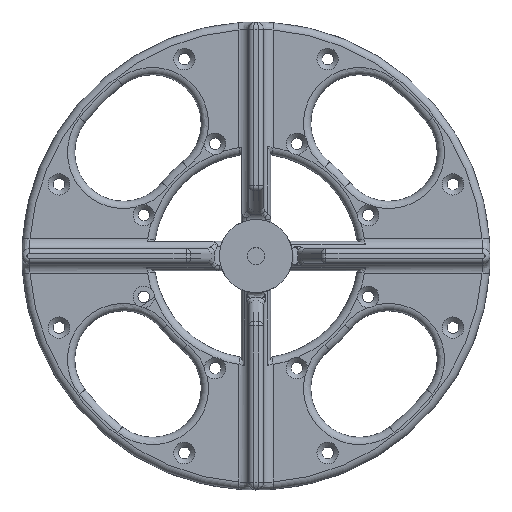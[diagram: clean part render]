
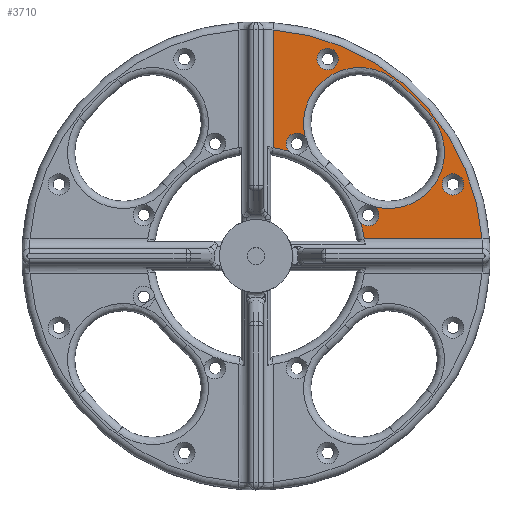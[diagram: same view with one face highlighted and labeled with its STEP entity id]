
A CAD part, top view. The second image highlights one B-rep face of the part: STEP entity #3710.
In plain terms, the highlighted planar face has unit normal (0, 0, 1).
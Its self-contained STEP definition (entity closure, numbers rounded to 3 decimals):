
#101=FACE_BOUND('',#1001,.T.);
#102=FACE_BOUND('',#1002,.T.);
#285=LINE('',#5994,#451);
#286=LINE('',#5998,#452);
#451=VECTOR('',#4741,10.);
#452=VECTOR('',#4744,10.);
#768=FACE_OUTER_BOUND('',#1000,.T.);
#1000=EDGE_LOOP('',(#2691,#2692,#2693,#2694,#2695,#2696,#2697,#2698,#2699,
#2700,#2701));
#1001=EDGE_LOOP('',(#2702));
#1002=EDGE_LOOP('',(#2703));
#1304=CIRCLE('',#4030,2.2);
#1308=CIRCLE('',#4036,2.2);
#1311=CIRCLE('',#4041,2.2);
#1313=CIRCLE('',#4043,2.2);
#1316=CIRCLE('',#4048,2.2);
#1319=CIRCLE('',#4053,11.5);
#1328=CIRCLE('',#4063,11.5);
#1329=CIRCLE('',#4065,22.5);
#1330=CIRCLE('',#4066,46.5);
#1331=CIRCLE('',#4067,22.5);
#1332=CIRCLE('',#4068,46.);
#1584=VERTEX_POINT('',#5878);
#1586=VERTEX_POINT('',#5888);
#1591=VERTEX_POINT('',#5917);
#1594=VERTEX_POINT('',#5927);
#1596=VERTEX_POINT('',#5939);
#1598=VERTEX_POINT('',#5944);
#1601=VERTEX_POINT('',#5961);
#1604=VERTEX_POINT('',#5971);
#1611=VERTEX_POINT('',#5987);
#1612=VERTEX_POINT('',#5991);
#1613=VERTEX_POINT('',#5993);
#1614=VERTEX_POINT('',#5995);
#1615=VERTEX_POINT('',#5997);
#1980=EDGE_CURVE('',#1586,#1584,#1304,.T.);
#1988=EDGE_CURVE('',#1591,#1591,#1308,.T.);
#1994=EDGE_CURVE('',#1596,#1594,#1311,.T.);
#1997=EDGE_CURVE('',#1598,#1596,#1313,.T.);
#2002=EDGE_CURVE('',#1601,#1601,#1316,.T.);
#2007=EDGE_CURVE('',#1586,#1604,#1319,.T.);
#2016=EDGE_CURVE('',#1611,#1594,#1328,.T.);
#2017=EDGE_CURVE('',#1612,#1584,#1329,.T.);
#2018=EDGE_CURVE('',#1613,#1612,#285,.T.);
#2019=EDGE_CURVE('',#1614,#1613,#1330,.T.);
#2020=EDGE_CURVE('',#1615,#1614,#286,.T.);
#2021=EDGE_CURVE('',#1598,#1615,#1331,.T.);
#2022=EDGE_CURVE('',#1604,#1611,#1332,.T.);
#2691=ORIENTED_EDGE('',*,*,#1980,.T.);
#2692=ORIENTED_EDGE('',*,*,#2017,.F.);
#2693=ORIENTED_EDGE('',*,*,#2018,.F.);
#2694=ORIENTED_EDGE('',*,*,#2019,.F.);
#2695=ORIENTED_EDGE('',*,*,#2020,.F.);
#2696=ORIENTED_EDGE('',*,*,#2021,.F.);
#2697=ORIENTED_EDGE('',*,*,#1997,.T.);
#2698=ORIENTED_EDGE('',*,*,#1994,.T.);
#2699=ORIENTED_EDGE('',*,*,#2016,.F.);
#2700=ORIENTED_EDGE('',*,*,#2022,.F.);
#2701=ORIENTED_EDGE('',*,*,#2007,.F.);
#2702=ORIENTED_EDGE('',*,*,#1988,.T.);
#2703=ORIENTED_EDGE('',*,*,#2002,.T.);
#3631=PLANE('',#4064);
#3710=ADVANCED_FACE('',(#768,#101,#102),#3631,.T.);
#4030=AXIS2_PLACEMENT_3D('',#5889,#4661,#4662);
#4036=AXIS2_PLACEMENT_3D('',#5918,#4675,#4676);
#4041=AXIS2_PLACEMENT_3D('',#5940,#4687,#4688);
#4043=AXIS2_PLACEMENT_3D('',#5945,#4692,#4693);
#4048=AXIS2_PLACEMENT_3D('',#5962,#4703,#4704);
#4053=AXIS2_PLACEMENT_3D('',#5972,#4715,#4716);
#4063=AXIS2_PLACEMENT_3D('',#5989,#4735,#4736);
#4064=AXIS2_PLACEMENT_3D('',#5990,#4737,#4738);
#4065=AXIS2_PLACEMENT_3D('',#5992,#4739,#4740);
#4066=AXIS2_PLACEMENT_3D('',#5996,#4742,#4743);
#4067=AXIS2_PLACEMENT_3D('',#5999,#4745,#4746);
#4068=AXIS2_PLACEMENT_3D('',#6000,#4747,#4748);
#4661=DIRECTION('center_axis',(0.,0.,
-1.));
#4662=DIRECTION('ref_axis',(1.,0.,0.));
#4675=DIRECTION('center_axis',(0.,0.,
-1.));
#4676=DIRECTION('ref_axis',(1.,0.,0.));
#4687=DIRECTION('center_axis',(0.,0.,
-1.));
#4688=DIRECTION('ref_axis',(1.,0.,0.));
#4692=DIRECTION('center_axis',(0.,0.,
-1.));
#4693=DIRECTION('ref_axis',(1.,0.,0.));
#4703=DIRECTION('center_axis',(0.,0.,
-1.));
#4704=DIRECTION('ref_axis',(1.,0.,0.));
#4715=DIRECTION('center_axis',(0.,0.,
1.));
#4716=DIRECTION('ref_axis',(0.616,-0.788,0.));
#4735=DIRECTION('center_axis',(0.,0.,
1.));
#4736=DIRECTION('ref_axis',(-0.788,0.616,0.));
#4737=DIRECTION('center_axis',(0.,0.,
1.));
#4738=DIRECTION('ref_axis',(-1.,0.,0.));
#4739=DIRECTION('center_axis',(0.,0.,
1.));
#4740=DIRECTION('ref_axis',(0.707,0.707,0.));
#4741=DIRECTION('',(-1.,0.,0.));
#4742=DIRECTION('center_axis',(0.,0.,
-1.));
#4743=DIRECTION('ref_axis',(0.707,0.707,0.));
#4744=DIRECTION('',(0.,1.,0.));
#4745=DIRECTION('center_axis',(0.,0.,
1.));
#4746=DIRECTION('ref_axis',(0.707,0.707,0.));
#4747=DIRECTION('center_axis',(0.,0.,
1.));
#4748=DIRECTION('ref_axis',(0.707,0.707,0.));
#5878=CARTESIAN_POINT('',(21.427,6.864,13.3));
#5888=CARTESIAN_POINT('',(24.421,10.078,13.3));
#5889=CARTESIAN_POINT('Origin',(23.022,8.379,13.3));
#5917=CARTESIAN_POINT('',(12.507,40.407,13.3));
#5918=CARTESIAN_POINT('Origin',(14.707,40.407,13.3));
#5927=CARTESIAN_POINT('',(10.078,24.421,13.3));
#5939=CARTESIAN_POINT('',(6.179,23.022,13.3));
#5940=CARTESIAN_POINT('Origin',(8.379,23.022,13.3));
#5944=CARTESIAN_POINT('',(6.864,21.427,13.3));
#5945=CARTESIAN_POINT('Origin',(8.379,23.022,13.3));
#5961=CARTESIAN_POINT('',(38.207,14.707,13.3));
#5962=CARTESIAN_POINT('Origin',(40.407,14.707,13.3));
#5971=CARTESIAN_POINT('',(36.248,28.32,13.3));
#5972=CARTESIAN_POINT('Origin',(27.186,21.24,13.3));
#5987=CARTESIAN_POINT('',(28.32,36.248,13.3));
#5989=CARTESIAN_POINT('Origin',(21.24,27.186,13.3));
#5990=CARTESIAN_POINT('Origin',(0.,0.,
13.3));
#5991=CARTESIAN_POINT('',(22.226,3.5,13.3));
#5992=CARTESIAN_POINT('Origin',(0.,0.,
13.3));
#5993=CARTESIAN_POINT('',(46.368,3.5,13.3));
#5994=CARTESIAN_POINT('',(23.988,3.5,13.3));
#5995=CARTESIAN_POINT('',(3.5,46.368,13.3));
#5996=CARTESIAN_POINT('Origin',(0.,0.,
13.3));
#5997=CARTESIAN_POINT('',(3.5,22.226,13.3));
#5998=CARTESIAN_POINT('',(3.5,4.,13.3));
#5999=CARTESIAN_POINT('Origin',(0.,0.,
13.3));
#6000=CARTESIAN_POINT('Origin',(0.,0.,
13.3));
